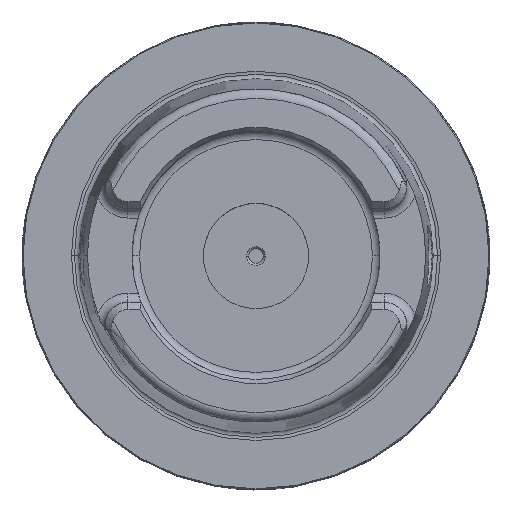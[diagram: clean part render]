
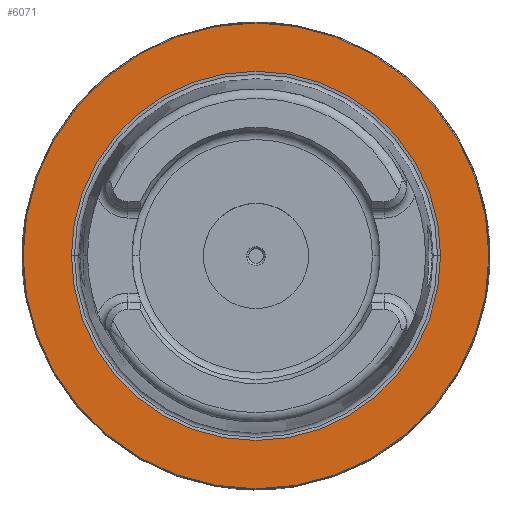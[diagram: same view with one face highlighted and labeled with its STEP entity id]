
A CAD part, top view. The second image highlights one B-rep face of the part: STEP entity #6071.
In plain terms, the highlighted planar face has unit normal (0, 0, 1).
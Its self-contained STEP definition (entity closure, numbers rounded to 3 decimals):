
#1956=CARTESIAN_POINT('',(0.,0.,0.));
#1957=DIRECTION('',(0.,0.,1.));
#1958=DIRECTION('',(1.,0.,0.));
#1959=AXIS2_PLACEMENT_3D('',#1956,#1957,#1958);
#1972=CARTESIAN_POINT('',(0.,0.,0.));
#1973=DIRECTION('',(0.,0.,-1.));
#1974=DIRECTION('',(1.,0.,0.));
#1975=AXIS2_PLACEMENT_3D('',#1972,#1973,#1974);
#1994=CARTESIAN_POINT('',(0.,0.,0.));
#1995=DIRECTION('',(0.,0.,1.));
#1996=DIRECTION('',(1.,0.,0.));
#1997=AXIS2_PLACEMENT_3D('',#1994,#1995,#1996);
#4415=CARTESIAN_POINT('',(0.,0.,0.));
#4416=DIRECTION('',(0.,0.,-1.));
#4417=DIRECTION('',(1.,0.,0.));
#4418=AXIS2_PLACEMENT_3D('',#4415,#4416,#4417);
#4475=CARTESIAN_POINT('',(39.464,0.,0.));
#4477=VERTEX_POINT('',#4475);
#4487=CARTESIAN_POINT('',(-39.464,0.,0.));
#4489=VERTEX_POINT('',#4487);
#4721=CARTESIAN_POINT('',(49.8,0.,0.));
#4722=CARTESIAN_POINT('',(-49.8,0.,0.));
#4723=VERTEX_POINT('',#4721);
#4724=VERTEX_POINT('',#4722);
#6055=CARTESIAN_POINT('',(0.,0.,0.));
#6056=DIRECTION('',(0.,0.,-1.));
#6057=DIRECTION('',(-1.,0.,0.));
#6058=AXIS2_PLACEMENT_3D('',#6055,#6056,#6057);
#6059=PLANE('',#6058);
#6060=ORIENTED_EDGE('',*,*,#6045,.F.);
#6062=ORIENTED_EDGE('',*,*,#6061,.T.);
#6063=EDGE_LOOP('',(#6060,#6062));
#6064=FACE_OUTER_BOUND('',#6063,.F.);
#6066=ORIENTED_EDGE('',*,*,#6065,.F.);
#6068=ORIENTED_EDGE('',*,*,#6067,.T.);
#6069=EDGE_LOOP('',(#6066,#6068));
#6070=FACE_BOUND('',#6069,.F.);
#1960=CIRCLE('',#1959,49.8);
#1976=CIRCLE('',#1975,39.464);
#1998=CIRCLE('',#1997,39.464);
#4419=CIRCLE('',#4418,49.8);
#6045=EDGE_CURVE('',#4723,#4724,#1960,.T.);
#6061=EDGE_CURVE('',#4723,#4724,#4419,.T.);
#6065=EDGE_CURVE('',#4477,#4489,#1976,.T.);
#6067=EDGE_CURVE('',#4477,#4489,#1998,.T.);
#6071=ADVANCED_FACE('',(#6064,#6070),#6059,.F.);
